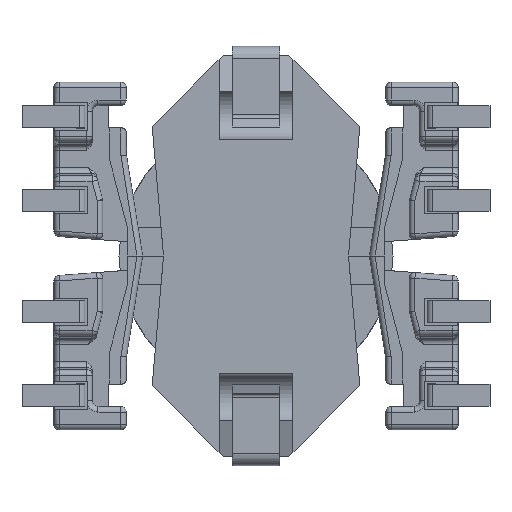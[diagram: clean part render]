
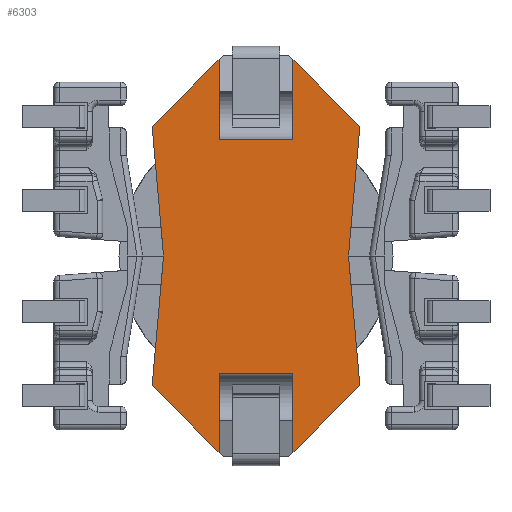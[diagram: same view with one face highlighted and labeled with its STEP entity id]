
A CAD part, front view. The second image highlights one B-rep face of the part: STEP entity #6303.
In plain terms, the highlighted face is planar.
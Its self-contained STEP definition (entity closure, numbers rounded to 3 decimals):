
#108 = ORIENTED_EDGE ( 'NONE', *, *, #10656, .T. ) ;
#216 = DIRECTION ( 'NONE',  ( 0., 1., 0. ) ) ;
#728 = CARTESIAN_POINT ( 'NONE',  ( -1.66, -5.25, 0. ) ) ;
#880 = CARTESIAN_POINT ( 'NONE',  ( 4.66, 5.81, 0. ) ) ;
#1505 = EDGE_CURVE ( 'NONE', #10069, #5769, #17977, .T. ) ;
#2545 = EDGE_CURVE ( 'NONE', #11929, #8415, #15498, .T. ) ;
#2806 = CARTESIAN_POINT ( 'NONE',  ( 1.66, -5.25, 0. ) ) ;
#3188 = EDGE_CURVE ( 'NONE', #22566, #10113, #4720, .T. ) ;
#3459 = ORIENTED_EDGE ( 'NONE', *, *, #4219, .T. ) ;
#3967 = CARTESIAN_POINT ( 'NONE',  ( 1.66, 8.81, 0. ) ) ;
#4219 = EDGE_CURVE ( 'NONE', #8415, #10069, #13646, .T. ) ;
#4299 = EDGE_CURVE ( 'NONE', #23270, #6723, #21951, .T. ) ;
#4662 = CARTESIAN_POINT ( 'NONE',  ( 1.66, -5.25, 0. ) ) ;
#4683 = VERTEX_POINT ( 'NONE', #24304 ) ;
#4720 = LINE ( 'NONE', #19765, #23731 ) ;
#5335 = PLANE ( 'NONE',  #21433 ) ;
#5708 = DIRECTION ( 'NONE',  ( 0.707, -0.707, 0. ) ) ;
#5737 = CARTESIAN_POINT ( 'NONE',  ( 1.66, 5.25, 0. ) ) ;
#5765 = EDGE_CURVE ( 'NONE', #23270, #13178, #22726, .T. ) ;
#5769 = VERTEX_POINT ( 'NONE', #16839 ) ;
#5787 = LINE ( 'NONE', #22956, #19162 ) ;
#5870 = DIRECTION ( 'NONE',  ( 0.087, 0.996, 0. ) ) ;
#5950 = EDGE_CURVE ( 'NONE', #13178, #4683, #5787, .T. ) ;
#6004 = CARTESIAN_POINT ( 'NONE',  ( -4.15, 0., 0. ) ) ;
#6303 = ADVANCED_FACE ( 'NONE', ( #11692 ), #5335, .F. ) ;
#6497 = CARTESIAN_POINT ( 'NONE',  ( 4.15, 0., 0. ) ) ;
#6543 = LINE ( 'NONE', #6497, #16051 ) ;
#6588 = DIRECTION ( 'NONE',  ( -1., 0., 0. ) ) ;
#6723 = VERTEX_POINT ( 'NONE', #3967 ) ;
#6964 = CARTESIAN_POINT ( 'NONE',  ( -4.66, -5.81, 0. ) ) ;
#7266 = DIRECTION ( 'NONE',  ( -1., 0., 0. ) ) ;
#7984 = CARTESIAN_POINT ( 'NONE',  ( -4.66, 5.81, 0. ) ) ;
#8158 = CARTESIAN_POINT ( 'NONE',  ( -1.66, -5.25, 0. ) ) ;
#8401 = DIRECTION ( 'NONE',  ( -0.087, 0.996, 0. ) ) ;
#8415 = VERTEX_POINT ( 'NONE', #6004 ) ;
#8446 = EDGE_CURVE ( 'NONE', #4683, #11929, #15076, .T. ) ;
#8499 = VERTEX_POINT ( 'NONE', #8158 ) ;
#8535 = LINE ( 'NONE', #15356, #18040 ) ;
#8941 = LINE ( 'NONE', #18723, #13418 ) ;
#9204 = EDGE_CURVE ( 'NONE', #13943, #6723, #19734, .T. ) ;
#9627 = VECTOR ( 'NONE', #10432, 1000. ) ;
#9909 = ORIENTED_EDGE ( 'NONE', *, *, #22926, .T. ) ;
#9939 = EDGE_CURVE ( 'NONE', #8499, #5769, #13773, .T. ) ;
#10050 = ORIENTED_EDGE ( 'NONE', *, *, #9204, .T. ) ;
#10069 = VERTEX_POINT ( 'NONE', #6964 ) ;
#10113 = VERTEX_POINT ( 'NONE', #20419 ) ;
#10268 = DIRECTION ( 'NONE',  ( 0., -1., 0. ) ) ;
#10286 = DIRECTION ( 'NONE',  ( 0.707, 0.707, 0. ) ) ;
#10412 = VECTOR ( 'NONE', #24171, 1000. ) ;
#10432 = DIRECTION ( 'NONE',  ( -0.707, 0.707, 0. ) ) ;
#10656 = EDGE_CURVE ( 'NONE', #18838, #22566, #8941, .T. ) ;
#10777 = CARTESIAN_POINT ( 'NONE',  ( 4.15, 0., 0. ) ) ;
#10986 = CARTESIAN_POINT ( 'NONE',  ( 0., 0., 0. ) ) ;
#11127 = DIRECTION ( 'NONE',  ( -0.087, -0.996, 0. ) ) ;
#11224 = ORIENTED_EDGE ( 'NONE', *, *, #5765, .T. ) ;
#11539 = ORIENTED_EDGE ( 'NONE', *, *, #23824, .T. ) ;
#11692 = FACE_OUTER_BOUND ( 'NONE', #22367, .T. ) ;
#11929 = VERTEX_POINT ( 'NONE', #18550 ) ;
#12019 = CARTESIAN_POINT ( 'NONE',  ( 4.66, 5.81, 0. ) ) ;
#12617 = VECTOR ( 'NONE', #18672, 1000. ) ;
#12713 = CARTESIAN_POINT ( 'NONE',  ( -4.15, 0., 0. ) ) ;
#12784 = LINE ( 'NONE', #4662, #17819 ) ;
#13178 = VERTEX_POINT ( 'NONE', #18816 ) ;
#13418 = VECTOR ( 'NONE', #22528, 1000. ) ;
#13646 = LINE ( 'NONE', #14979, #18068 ) ;
#13773 = LINE ( 'NONE', #728, #23252 ) ;
#13943 = VERTEX_POINT ( 'NONE', #12019 ) ;
#14142 = VERTEX_POINT ( 'NONE', #10777 ) ;
#14979 = CARTESIAN_POINT ( 'NONE',  ( -4.15, 0., 0. ) ) ;
#15076 = LINE ( 'NONE', #7984, #22754 ) ;
#15243 = EDGE_CURVE ( 'NONE', #18838, #8499, #12784, .T. ) ;
#15356 = CARTESIAN_POINT ( 'NONE',  ( 4.15, 0., 0. ) ) ;
#15498 = LINE ( 'NONE', #12713, #10412 ) ;
#16051 = VECTOR ( 'NONE', #8401, 1000. ) ;
#16325 = ORIENTED_EDGE ( 'NONE', *, *, #15243, .F. ) ;
#16839 = CARTESIAN_POINT ( 'NONE',  ( -1.66, -8.81, 0. ) ) ;
#17015 = CARTESIAN_POINT ( 'NONE',  ( -4.66, -5.81, 0. ) ) ;
#17034 = ORIENTED_EDGE ( 'NONE', *, *, #5950, .T. ) ;
#17675 = ORIENTED_EDGE ( 'NONE', *, *, #9939, .F. ) ;
#17819 = VECTOR ( 'NONE', #6588, 1000. ) ;
#17977 = LINE ( 'NONE', #17015, #22445 ) ;
#18040 = VECTOR ( 'NONE', #5870, 1000. ) ;
#18068 = VECTOR ( 'NONE', #11127, 1000. ) ;
#18518 = ORIENTED_EDGE ( 'NONE', *, *, #4299, .F. ) ;
#18550 = CARTESIAN_POINT ( 'NONE',  ( -4.66, 5.81, 0. ) ) ;
#18641 = DIRECTION ( 'NONE',  ( 0., 0., -1. ) ) ;
#18672 = DIRECTION ( 'NONE',  ( -1., 0., 0. ) ) ;
#18723 = CARTESIAN_POINT ( 'NONE',  ( 1.66, -5.25, 0. ) ) ;
#18740 = CARTESIAN_POINT ( 'NONE',  ( 1.66, -8.81, 0. ) ) ;
#18816 = CARTESIAN_POINT ( 'NONE',  ( -1.66, 5.25, 0. ) ) ;
#18838 = VERTEX_POINT ( 'NONE', #2806 ) ;
#19014 = DIRECTION ( 'NONE',  ( 0., 1., 0. ) ) ;
#19162 = VECTOR ( 'NONE', #216, 1000. ) ;
#19268 = ORIENTED_EDGE ( 'NONE', *, *, #3188, .T. ) ;
#19374 = DIRECTION ( 'NONE',  ( -0.707, -0.707, 0. ) ) ;
#19500 = ORIENTED_EDGE ( 'NONE', *, *, #8446, .T. ) ;
#19734 = LINE ( 'NONE', #880, #9627 ) ;
#19765 = CARTESIAN_POINT ( 'NONE',  ( 4.66, -5.81, 0. ) ) ;
#20419 = CARTESIAN_POINT ( 'NONE',  ( 4.66, -5.81, 0. ) ) ;
#20577 = CARTESIAN_POINT ( 'NONE',  ( 1.66, 5.25, 0. ) ) ;
#21344 = VECTOR ( 'NONE', #19014, 1000. ) ;
#21433 = AXIS2_PLACEMENT_3D ( 'NONE', #10986, #18641, #7266 ) ;
#21951 = LINE ( 'NONE', #22818, #21344 ) ;
#22019 = ORIENTED_EDGE ( 'NONE', *, *, #1505, .T. ) ;
#22367 = EDGE_LOOP ( 'NONE', ( #10050, #18518, #11224, #17034, #19500, #24428, #3459, #22019, #17675, #16325, #108, #19268, #9909, #11539 ) ) ;
#22445 = VECTOR ( 'NONE', #5708, 1000. ) ;
#22528 = DIRECTION ( 'NONE',  ( 0., -1., 0. ) ) ;
#22566 = VERTEX_POINT ( 'NONE', #18740 ) ;
#22726 = LINE ( 'NONE', #20577, #12617 ) ;
#22754 = VECTOR ( 'NONE', #19374, 1000. ) ;
#22818 = CARTESIAN_POINT ( 'NONE',  ( 1.66, 5.25, 0. ) ) ;
#22926 = EDGE_CURVE ( 'NONE', #10113, #14142, #6543, .T. ) ;
#22956 = CARTESIAN_POINT ( 'NONE',  ( -1.66, 5.25, 0. ) ) ;
#23252 = VECTOR ( 'NONE', #10268, 1000. ) ;
#23270 = VERTEX_POINT ( 'NONE', #5737 ) ;
#23731 = VECTOR ( 'NONE', #10286, 1000. ) ;
#23824 = EDGE_CURVE ( 'NONE', #14142, #13943, #8535, .T. ) ;
#24171 = DIRECTION ( 'NONE',  ( 0.087, -0.996, 0. ) ) ;
#24304 = CARTESIAN_POINT ( 'NONE',  ( -1.66, 8.81, 0. ) ) ;
#24428 = ORIENTED_EDGE ( 'NONE', *, *, #2545, .T. ) ;
